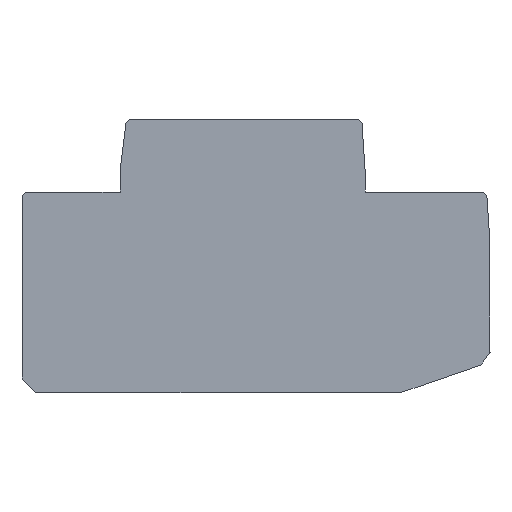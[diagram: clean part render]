
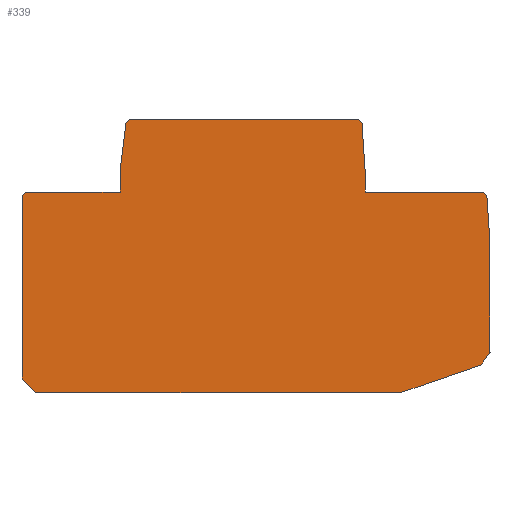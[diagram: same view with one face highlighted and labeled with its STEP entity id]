
A CAD part, front view. The second image highlights one B-rep face of the part: STEP entity #339.
In plain terms, the highlighted free-form (B-spline) face has degree [1, 1] with [2, 2] control points.
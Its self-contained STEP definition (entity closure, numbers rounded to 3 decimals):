
#175=CARTESIAN_POINT('',(88.514,-2.08,3.936));
#176=VERTEX_POINT('',#175);
#183=CARTESIAN_POINT('',(141.368,-2.08,3.936));
#184=VERTEX_POINT('',#183);
#190=CARTESIAN_POINT('',(141.368,-2.08,3.936));
#191=CARTESIAN_POINT('',(88.514,-2.08,3.936));
#192=B_SPLINE_CURVE_WITH_KNOTS('',1,(#190,#191),.POLYLINE_FORM.,.F.,.U.,(2,2),(0.,1.),.UNSPECIFIED.);
#193=EDGE_CURVE('',#184,#176,#192,.T.);
#198=CARTESIAN_POINT('',(1966.557,-2.08,1909.168));
#199=CARTESIAN_POINT('',(1966.557,-2.08,-1829.326));
#200=CARTESIAN_POINT('',(-1893.559,-2.08,1909.168));
#201=CARTESIAN_POINT('',(-1893.559,-2.08,-1829.326));
#202=B_SPLINE_SURFACE_WITH_KNOTS('',1,1,((#198,#199),(#200,#201)),.PLANE_SURF.,.F.,.F.,.U.,(2,2),(2,2),(0.,1.),(0.,1.),.UNSPECIFIED.);
#203=CARTESIAN_POINT('',(153.365,-2.08,7.952));
#204=VERTEX_POINT('',#203);
#205=CARTESIAN_POINT('',(154.714,-2.08,9.843));
#206=VERTEX_POINT('',#205);
#207=CARTESIAN_POINT('',(153.365,-2.08,7.952));
#208=CARTESIAN_POINT('',(154.714,-2.08,8.416));
#209=CARTESIAN_POINT('',(154.714,-2.08,9.843));
#210=(BOUNDED_CURVE()B_SPLINE_CURVE(2,(#207,#208,#209),.CIRCULAR_ARC.,.F.,.U.)B_SPLINE_CURVE_WITH_KNOTS((3,3),(0.,1.),.UNSPECIFIED.)CURVE()GEOMETRIC_REPRESENTATION_ITEM()RATIONAL_B_SPLINE_CURVE((1.,0.814,1.))REPRESENTATION_ITEM(''));
#211=EDGE_CURVE('',#204,#206,#210,.T.);
#212=ORIENTED_EDGE('',*,*,#211,.T.);
#213=CARTESIAN_POINT('',(154.714,-2.08,25.668));
#214=VERTEX_POINT('',#213);
#215=CARTESIAN_POINT('',(154.714,-2.08,9.843));
#216=CARTESIAN_POINT('',(154.714,-2.08,25.668));
#217=B_SPLINE_CURVE_WITH_KNOTS('',1,(#215,#216),.POLYLINE_FORM.,.F.,.U.,(2,2),(0.,1.),.UNSPECIFIED.);
#218=EDGE_CURVE('',#206,#214,#217,.T.);
#219=ORIENTED_EDGE('',*,*,#218,.T.);
#220=CARTESIAN_POINT('',(154.252,-2.08,32.719));
#221=VERTEX_POINT('',#220);
#222=CARTESIAN_POINT('',(154.714,-2.08,25.668));
#223=CARTESIAN_POINT('',(154.252,-2.08,32.719));
#224=B_SPLINE_CURVE_WITH_KNOTS('',1,(#222,#223),.POLYLINE_FORM.,.F.,.U.,(2,2),(0.,1.),.UNSPECIFIED.);
#225=EDGE_CURVE('',#214,#221,#224,.T.);
#226=ORIENTED_EDGE('',*,*,#225,.T.);
#227=CARTESIAN_POINT('',(153.753,-2.08,33.186));
#228=VERTEX_POINT('',#227);
#229=CARTESIAN_POINT('',(154.252,-2.08,32.719));
#230=CARTESIAN_POINT('',(154.222,-2.08,33.186));
#231=CARTESIAN_POINT('',(153.753,-2.08,33.186));
#232=(BOUNDED_CURVE()B_SPLINE_CURVE(2,(#229,#230,#231),.CIRCULAR_ARC.,.F.,.U.)B_SPLINE_CURVE_WITH_KNOTS((3,3),(0.,1.),.UNSPECIFIED.)CURVE()GEOMETRIC_REPRESENTATION_ITEM()RATIONAL_B_SPLINE_CURVE((1.,0.73,1.))REPRESENTATION_ITEM(''));
#233=EDGE_CURVE('',#221,#228,#232,.T.);
#234=ORIENTED_EDGE('',*,*,#233,.T.);
#235=CARTESIAN_POINT('',(136.514,-2.08,33.186));
#236=VERTEX_POINT('',#235);
#237=CARTESIAN_POINT('',(153.753,-2.08,33.186));
#238=CARTESIAN_POINT('',(136.514,-2.08,33.186));
#239=B_SPLINE_CURVE_WITH_KNOTS('',1,(#237,#238),.POLYLINE_FORM.,.F.,.U.,(2,2),(0.,1.),.UNSPECIFIED.);
#240=EDGE_CURVE('',#228,#236,#239,.T.);
#241=ORIENTED_EDGE('',*,*,#240,.T.);
#242=CARTESIAN_POINT('',(136.514,-2.08,36.268));
#243=VERTEX_POINT('',#242);
#244=CARTESIAN_POINT('',(136.514,-2.08,33.186));
#245=CARTESIAN_POINT('',(136.514,-2.08,36.268));
#246=B_SPLINE_CURVE_WITH_KNOTS('',1,(#244,#245),.POLYLINE_FORM.,.F.,.U.,(2,2),(0.,1.),.UNSPECIFIED.);
#247=EDGE_CURVE('',#236,#243,#246,.T.);
#248=ORIENTED_EDGE('',*,*,#247,.T.);
#249=CARTESIAN_POINT('',(136.052,-2.08,43.319));
#250=VERTEX_POINT('',#249);
#251=CARTESIAN_POINT('',(136.514,-2.08,36.268));
#252=CARTESIAN_POINT('',(136.052,-2.08,43.319));
#253=B_SPLINE_CURVE_WITH_KNOTS('',1,(#251,#252),.POLYLINE_FORM.,.F.,.U.,(2,2),(0.,1.),.UNSPECIFIED.);
#254=EDGE_CURVE('',#243,#250,#253,.T.);
#255=ORIENTED_EDGE('',*,*,#254,.T.);
#256=CARTESIAN_POINT('',(135.553,-2.08,43.786));
#257=VERTEX_POINT('',#256);
#258=CARTESIAN_POINT('',(136.052,-2.08,43.319));
#259=CARTESIAN_POINT('',(136.022,-2.08,43.786));
#260=CARTESIAN_POINT('',(135.553,-2.08,43.786));
#261=(BOUNDED_CURVE()B_SPLINE_CURVE(2,(#258,#259,#260),.CIRCULAR_ARC.,.F.,.U.)B_SPLINE_CURVE_WITH_KNOTS((3,3),(0.,1.),.UNSPECIFIED.)CURVE()GEOMETRIC_REPRESENTATION_ITEM()RATIONAL_B_SPLINE_CURVE((1.,0.73,1.))REPRESENTATION_ITEM(''));
#262=EDGE_CURVE('',#250,#257,#261,.T.);
#263=ORIENTED_EDGE('',*,*,#262,.T.);
#264=CARTESIAN_POINT('',(102.179,-2.08,43.786));
#265=VERTEX_POINT('',#264);
#266=CARTESIAN_POINT('',(135.553,-2.08,43.786));
#267=CARTESIAN_POINT('',(102.179,-2.08,43.786));
#268=B_SPLINE_CURVE_WITH_KNOTS('',1,(#266,#267),.POLYLINE_FORM.,.F.,.U.,(2,2),(0.,1.),.UNSPECIFIED.);
#269=EDGE_CURVE('',#257,#265,#268,.T.);
#270=ORIENTED_EDGE('',*,*,#269,.T.);
#271=CARTESIAN_POINT('',(101.683,-2.08,43.347));
#272=VERTEX_POINT('',#271);
#273=CARTESIAN_POINT('',(102.179,-2.08,43.786));
#274=CARTESIAN_POINT('',(101.737,-2.08,43.786));
#275=CARTESIAN_POINT('',(101.683,-2.08,43.347));
#276=(BOUNDED_CURVE()B_SPLINE_CURVE(2,(#273,#274,#275),.CIRCULAR_ARC.,.F.,.U.)B_SPLINE_CURVE_WITH_KNOTS((3,3),(0.,1.),.UNSPECIFIED.)CURVE()GEOMETRIC_REPRESENTATION_ITEM()RATIONAL_B_SPLINE_CURVE((1.,0.749,1.))REPRESENTATION_ITEM(''));
#277=EDGE_CURVE('',#265,#272,#276,.T.);
#278=ORIENTED_EDGE('',*,*,#277,.T.);
#279=CARTESIAN_POINT('',(100.814,-2.08,36.268));
#280=VERTEX_POINT('',#279);
#281=CARTESIAN_POINT('',(101.683,-2.08,43.347));
#282=CARTESIAN_POINT('',(100.814,-2.08,36.268));
#283=B_SPLINE_CURVE_WITH_KNOTS('',1,(#281,#282),.POLYLINE_FORM.,.F.,.U.,(2,2),(0.,1.),.UNSPECIFIED.);
#284=EDGE_CURVE('',#272,#280,#283,.T.);
#285=ORIENTED_EDGE('',*,*,#284,.T.);
#286=CARTESIAN_POINT('',(100.814,-2.08,33.186));
#287=VERTEX_POINT('',#286);
#288=CARTESIAN_POINT('',(100.814,-2.08,36.268));
#289=CARTESIAN_POINT('',(100.814,-2.08,33.186));
#290=B_SPLINE_CURVE_WITH_KNOTS('',1,(#288,#289),.POLYLINE_FORM.,.F.,.U.,(2,2),(0.,1.),.UNSPECIFIED.);
#291=EDGE_CURVE('',#280,#287,#290,.T.);
#292=ORIENTED_EDGE('',*,*,#291,.T.);
#293=CARTESIAN_POINT('',(87.014,-2.08,33.186));
#294=VERTEX_POINT('',#293);
#295=CARTESIAN_POINT('',(100.814,-2.08,33.186));
#296=CARTESIAN_POINT('',(87.014,-2.08,33.186));
#297=B_SPLINE_CURVE_WITH_KNOTS('',1,(#295,#296),.POLYLINE_FORM.,.F.,.U.,(2,2),(0.,1.),.UNSPECIFIED.);
#298=EDGE_CURVE('',#287,#294,#297,.T.);
#299=ORIENTED_EDGE('',*,*,#298,.T.);
#300=CARTESIAN_POINT('',(86.514,-2.08,32.686));
#301=VERTEX_POINT('',#300);
#302=CARTESIAN_POINT('',(87.014,-2.08,33.186));
#303=CARTESIAN_POINT('',(86.807,-2.08,33.186));
#304=CARTESIAN_POINT('',(86.66,-2.08,33.04));
#305=CARTESIAN_POINT('',(86.514,-2.08,32.893));
#306=CARTESIAN_POINT('',(86.514,-2.08,32.686));
#307=(BOUNDED_CURVE()B_SPLINE_CURVE(2,(#302,#303,#304,#305,#306),.CIRCULAR_ARC.,.F.,.U.)B_SPLINE_CURVE_WITH_KNOTS((3,2,3),(0.,0.5,1.),.UNSPECIFIED.)CURVE()GEOMETRIC_REPRESENTATION_ITEM()RATIONAL_B_SPLINE_CURVE((1.,0.924,1.,0.924,1.))REPRESENTATION_ITEM(''));
#308=EDGE_CURVE('',#294,#301,#307,.T.);
#309=ORIENTED_EDGE('',*,*,#308,.T.);
#310=CARTESIAN_POINT('',(86.514,-2.08,5.936));
#311=VERTEX_POINT('',#310);
#312=CARTESIAN_POINT('',(86.514,-2.08,32.686));
#313=CARTESIAN_POINT('',(86.514,-2.08,5.936));
#314=B_SPLINE_CURVE_WITH_KNOTS('',1,(#312,#313),.POLYLINE_FORM.,.F.,.U.,(2,2),(0.,1.),.UNSPECIFIED.);
#315=EDGE_CURVE('',#301,#311,#314,.T.);
#316=ORIENTED_EDGE('',*,*,#315,.T.);
#317=CARTESIAN_POINT('',(86.514,-2.08,5.936));
#318=CARTESIAN_POINT('',(86.514,-2.08,3.936));
#319=CARTESIAN_POINT('',(88.514,-2.08,3.936));
#320=(BOUNDED_CURVE()B_SPLINE_CURVE(2,(#317,#318,#319),.CIRCULAR_ARC.,.F.,.U.)B_SPLINE_CURVE_WITH_KNOTS((3,3),(0.,1.),.UNSPECIFIED.)CURVE()GEOMETRIC_REPRESENTATION_ITEM()RATIONAL_B_SPLINE_CURVE((1.,0.707,1.))REPRESENTATION_ITEM(''));
#321=EDGE_CURVE('',#311,#176,#320,.T.);
#322=ORIENTED_EDGE('',*,*,#321,.T.);
#323=ORIENTED_EDGE('',*,*,#193,.F.);
#324=CARTESIAN_POINT('',(142.019,-2.08,4.045));
#325=VERTEX_POINT('',#324);
#326=CARTESIAN_POINT('',(141.368,-2.08,3.936));
#327=CARTESIAN_POINT('',(141.702,-2.08,3.936));
#328=CARTESIAN_POINT('',(142.019,-2.08,4.045));
#329=(BOUNDED_CURVE()B_SPLINE_CURVE(2,(#326,#327,#328),.CIRCULAR_ARC.,.F.,.U.)B_SPLINE_CURVE_WITH_KNOTS((3,3),(0.,1.),.UNSPECIFIED.)CURVE()GEOMETRIC_REPRESENTATION_ITEM()RATIONAL_B_SPLINE_CURVE((1.,0.986,1.))REPRESENTATION_ITEM(''));
#330=EDGE_CURVE('',#184,#325,#329,.T.);
#331=ORIENTED_EDGE('',*,*,#330,.T.);
#332=CARTESIAN_POINT('',(142.019,-2.08,4.045));
#333=CARTESIAN_POINT('',(153.365,-2.08,7.952));
#334=B_SPLINE_CURVE_WITH_KNOTS('',1,(#332,#333),.POLYLINE_FORM.,.F.,.U.,(2,2),(0.,1.),.UNSPECIFIED.);
#335=EDGE_CURVE('',#325,#204,#334,.T.);
#336=ORIENTED_EDGE('',*,*,#335,.T.);
#337=EDGE_LOOP('',(#212,#219,#226,#234,#241,#248,#255,#263,#270,#278,#285,#292,#299,#309,#316,#322,#323,#331,#336));
#338=FACE_OUTER_BOUND('',#337,.T.);
#339=ADVANCED_FACE('',(#338),#202,.T.);
